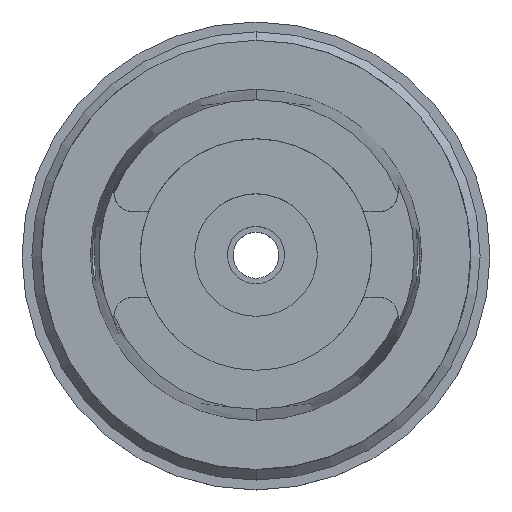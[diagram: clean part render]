
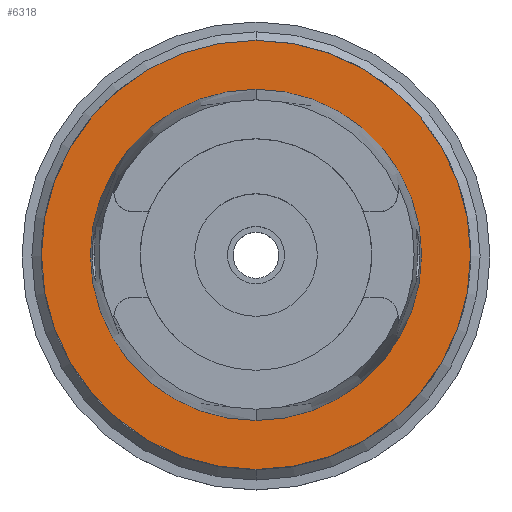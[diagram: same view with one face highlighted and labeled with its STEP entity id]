
A CAD part, top view. The second image highlights one B-rep face of the part: STEP entity #6318.
In plain terms, the highlighted planar face has unit normal (0, 0, 1).
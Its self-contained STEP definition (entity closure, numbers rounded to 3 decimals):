
#3217=CARTESIAN_POINT('',(0.,0.,0.));
#3218=DIRECTION('',(0.,0.,-1.));
#3219=DIRECTION('',(0.,-1.,0.));
#3220=AXIS2_PLACEMENT_3D('',#3217,#3218,#3219);
#3225=CARTESIAN_POINT('',(0.,0.,0.));
#3226=DIRECTION('',(0.,0.,-1.));
#3227=DIRECTION('',(0.,1.,0.));
#3228=AXIS2_PLACEMENT_3D('',#3225,#3226,#3227);
#3233=CARTESIAN_POINT('',(0.,0.,0.));
#3234=DIRECTION('',(0.,0.,1.));
#3235=DIRECTION('',(0.,-1.,0.));
#3236=AXIS2_PLACEMENT_3D('',#3233,#3234,#3235);
#3241=CARTESIAN_POINT('',(0.,0.,0.));
#3242=DIRECTION('',(0.,0.,1.));
#3243=DIRECTION('',(0.,1.,0.));
#3244=AXIS2_PLACEMENT_3D('',#3241,#3242,#3243);
#3579=CARTESIAN_POINT('',(0.,-24.315,0.));
#3580=VERTEX_POINT('',#3579);
#3581=CARTESIAN_POINT('',(0.,24.315,0.));
#3582=VERTEX_POINT('',#3581);
#4015=CARTESIAN_POINT('',(0.,31.5,0.));
#4016=VERTEX_POINT('',#4015);
#4017=CARTESIAN_POINT('',(0.,-31.5,0.));
#4018=VERTEX_POINT('',#4017);
#6305=CARTESIAN_POINT('',(0.,0.,0.));
#6306=DIRECTION('',(0.,0.,1.));
#6307=DIRECTION('',(0.,1.,0.));
#6308=AXIS2_PLACEMENT_3D('',#6305,#6306,#6307);
#6309=PLANE('',#6308);
#6310=ORIENTED_EDGE('',*,*,#6287,.T.);
#6311=ORIENTED_EDGE('',*,*,#6178,.T.);
#6312=EDGE_LOOP('',(#6310,#6311));
#6313=FACE_OUTER_BOUND('',#6312,.F.);
#6314=ORIENTED_EDGE('',*,*,#4180,.T.);
#6315=ORIENTED_EDGE('',*,*,#4136,.T.);
#6316=EDGE_LOOP('',(#6314,#6315));
#6317=FACE_BOUND('',#6316,.F.);
#3221=CIRCLE('',#3220,31.5);
#3229=CIRCLE('',#3228,31.5);
#3237=CIRCLE('',#3236,24.315);
#3245=CIRCLE('',#3244,24.315);
#4136=EDGE_CURVE('',#3582,#3580,#3245,.T.);
#4180=EDGE_CURVE('',#3580,#3582,#3237,.T.);
#6178=EDGE_CURVE('',#4016,#4018,#3229,.T.);
#6287=EDGE_CURVE('',#4018,#4016,#3221,.T.);
#6318=ADVANCED_FACE('',(#6313,#6317),#6309,.T.);
